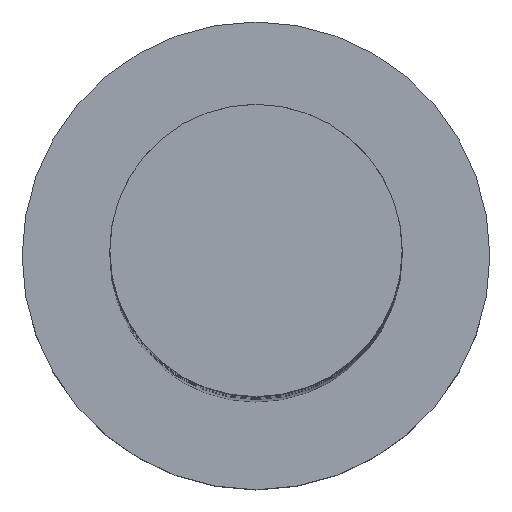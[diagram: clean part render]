
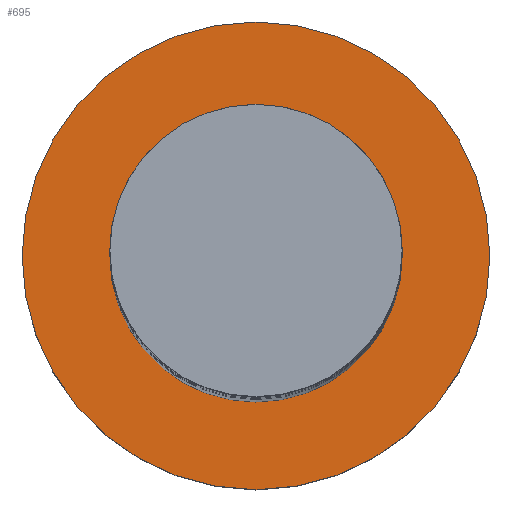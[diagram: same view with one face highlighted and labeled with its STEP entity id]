
A CAD part, top view. The second image highlights one B-rep face of the part: STEP entity #695.
In plain terms, the highlighted planar face has unit normal (0, 0, 1).
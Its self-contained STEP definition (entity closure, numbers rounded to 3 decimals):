
#15 = AXIS2_PLACEMENT_3D ( 'NONE', #873, #1114, #1222 ) ;
#88 = DIRECTION ( 'NONE',  ( 1., 0., 0. ) ) ;
#140 = ORIENTED_EDGE ( 'NONE', *, *, #151, .F. ) ;
#151 = EDGE_CURVE ( 'NONE', #903, #411, #1480, .T. ) ;
#224 = EDGE_CURVE ( 'NONE', #1395, #1575, #1226, .T. ) ;
#228 = FACE_OUTER_BOUND ( 'NONE', #896, .T. ) ;
#237 = AXIS2_PLACEMENT_3D ( 'NONE', #1508, #1266, #1492 ) ;
#411 = VERTEX_POINT ( 'NONE', #1405 ) ;
#485 = CARTESIAN_POINT ( 'NONE',  ( 0., 0., 5. ) ) ;
#550 = CIRCLE ( 'NONE', #1253, 5. ) ;
#554 = DIRECTION ( 'NONE',  ( 1., 0., 0. ) ) ;
#560 = EDGE_LOOP ( 'NONE', ( #641, #140 ) ) ;
#589 = CARTESIAN_POINT ( 'NONE',  ( 0., 0., 5. ) ) ;
#641 = ORIENTED_EDGE ( 'NONE', *, *, #1004, .F. ) ;
#695 = ADVANCED_FACE ( 'NONE', ( #931, #228 ), #716, .T. ) ;
#702 = DIRECTION ( 'NONE',  ( 0., 0., 1. ) ) ;
#716 = PLANE ( 'NONE',  #1453 ) ;
#766 = CARTESIAN_POINT ( 'NONE',  ( 8., 0., 5. ) ) ;
#779 = CARTESIAN_POINT ( 'NONE',  ( 5., 0., 5. ) ) ;
#788 = DIRECTION ( 'NONE',  ( 0., 0., 1. ) ) ;
#873 = CARTESIAN_POINT ( 'NONE',  ( 0., 0., 5. ) ) ;
#896 = EDGE_LOOP ( 'NONE', ( #1050, #1271 ) ) ;
#903 = VERTEX_POINT ( 'NONE', #779 ) ;
#907 = CARTESIAN_POINT ( 'NONE',  ( 0., 0., 5. ) ) ;
#931 = FACE_BOUND ( 'NONE', #560, .T. ) ;
#972 = DIRECTION ( 'NONE',  ( 0., 0., 1. ) ) ;
#1004 = EDGE_CURVE ( 'NONE', #411, #903, #550, .T. ) ;
#1050 = ORIENTED_EDGE ( 'NONE', *, *, #1338, .T. ) ;
#1114 = DIRECTION ( 'NONE',  ( 0., 0., 1. ) ) ;
#1187 = CARTESIAN_POINT ( 'NONE',  ( -8., 0., 5. ) ) ;
#1222 = DIRECTION ( 'NONE',  ( 1., 0., 0. ) ) ;
#1226 = CIRCLE ( 'NONE', #237, 8. ) ;
#1251 = AXIS2_PLACEMENT_3D ( 'NONE', #485, #972, #1442 ) ;
#1253 = AXIS2_PLACEMENT_3D ( 'NONE', #907, #788, #554 ) ;
#1266 = DIRECTION ( 'NONE',  ( 0., 0., 1. ) ) ;
#1271 = ORIENTED_EDGE ( 'NONE', *, *, #224, .T. ) ;
#1338 = EDGE_CURVE ( 'NONE', #1575, #1395, #1411, .T. ) ;
#1395 = VERTEX_POINT ( 'NONE', #766 ) ;
#1405 = CARTESIAN_POINT ( 'NONE',  ( -5., 0., 5. ) ) ;
#1411 = CIRCLE ( 'NONE', #15, 8. ) ;
#1442 = DIRECTION ( 'NONE',  ( 1., 0., 0. ) ) ;
#1453 = AXIS2_PLACEMENT_3D ( 'NONE', #589, #702, #88 ) ;
#1480 = CIRCLE ( 'NONE', #1251, 5. ) ;
#1492 = DIRECTION ( 'NONE',  ( 1., 0., 0. ) ) ;
#1508 = CARTESIAN_POINT ( 'NONE',  ( 0., 0., 5. ) ) ;
#1575 = VERTEX_POINT ( 'NONE', #1187 ) ;
